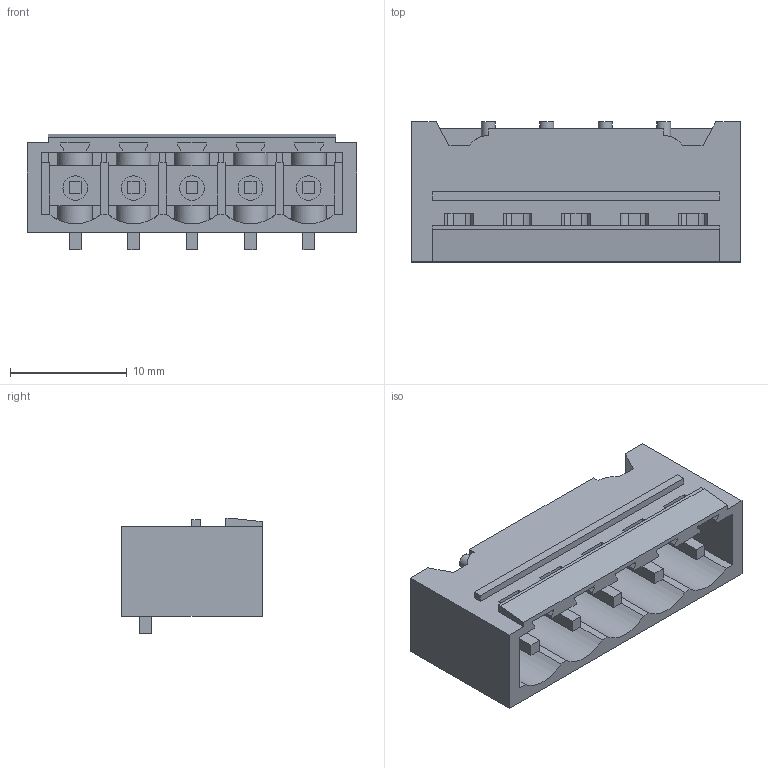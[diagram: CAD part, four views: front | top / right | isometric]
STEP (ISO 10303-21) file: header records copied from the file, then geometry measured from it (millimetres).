
FILE_DESCRIPTION(('CATIA V5 STEP Exchange','CAx-IF Rec.Pracs.--- Model Styling and Organization---1.2---2011-12-15'),'2;1');
FILE_NAME ('7592370_2_1797720000_1797720000.stp','2018-03-08T10:27:12+00:00',('none'),('Weidmueller'),'CATIA Version 5-6 Release 2014','CATIA V5 STEP AP214','none');
FILE_SCHEMA(('AUTOMOTIVE_DESIGN { 1 0 10303 214 1 1 1 1 }'));
Length unit declared in the file: millimetre
Products named in the file (1): 1797720000
Bounding box: 28.2 x 12 x 9.93 mm (x, y, z)
Volume: 1117.1 mm3; surface area: 2556.2 mm2
Topology: 6 solids, 6 shells, 385 faces, 1163 edges, 782 vertices
Faces by surface type: plane 336, cylinder 43, extrusion 6
Entity records: 12306 total; most frequent: CARTESIAN_POINT 2452, ORIENTED_EDGE 2326, DIRECTION 1589, EDGE_CURVE 1163, VECTOR 989, LINE 983, VERTEX_POINT 782, EDGE_LOOP 397
